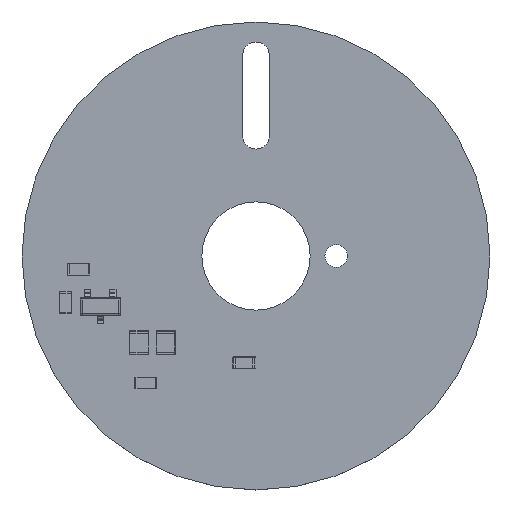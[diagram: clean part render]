
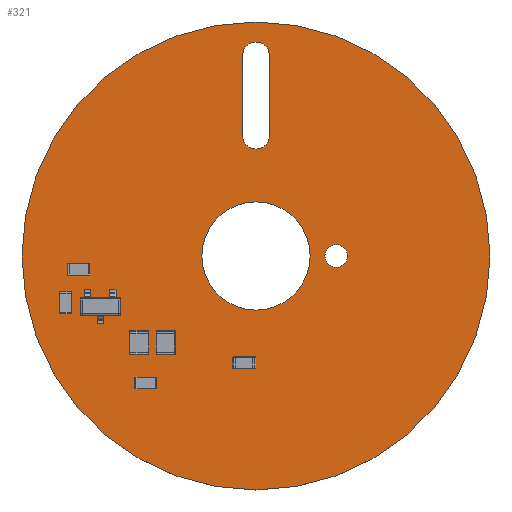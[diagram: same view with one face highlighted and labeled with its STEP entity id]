
A CAD part, top view. The second image highlights one B-rep face of the part: STEP entity #321.
In plain terms, the highlighted planar face has unit normal (0, 0, 1).
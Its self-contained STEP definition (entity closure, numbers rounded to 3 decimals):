
#80 = VERTEX_POINT('',#81);
#81 = CARTESIAN_POINT('',(17.5,0.,1.201));
#87 = EDGE_CURVE('',#80,#80,#88,.T.);
#88 = CIRCLE('',#89,17.5);
#89 = AXIS2_PLACEMENT_3D('',#90,#91,#92);
#90 = CARTESIAN_POINT('',(0.,0.,1.201));
#91 = DIRECTION('',(0.,0.,1.));
#92 = DIRECTION('',(1.,0.,-0.));
#113 = VERTEX_POINT('',#114);
#114 = CARTESIAN_POINT('',(4.05,0.,1.201));
#120 = EDGE_CURVE('',#113,#113,#121,.T.);
#121 = CIRCLE('',#122,4.05);
#122 = AXIS2_PLACEMENT_3D('',#123,#124,#125);
#123 = CARTESIAN_POINT('',(0.,0.,1.201));
#124 = DIRECTION('',(0.,0.,1.));
#125 = DIRECTION('',(1.,0.,-0.));
#146 = VERTEX_POINT('',#147);
#147 = CARTESIAN_POINT('',(6.85,0.,1.201));
#153 = EDGE_CURVE('',#146,#146,#154,.T.);
#154 = CIRCLE('',#155,0.85);
#155 = AXIS2_PLACEMENT_3D('',#156,#157,#158);
#156 = CARTESIAN_POINT('',(6.,0.,1.201));
#157 = DIRECTION('',(0.,0.,1.));
#158 = DIRECTION('',(1.,0.,-0.));
#179 = VERTEX_POINT('',#180);
#180 = CARTESIAN_POINT('',(-1.,15.,1.201));
#186 = EDGE_CURVE('',#179,#187,#189,.T.);
#187 = VERTEX_POINT('',#188);
#188 = CARTESIAN_POINT('',(-1.,9.,1.201));
#189 = LINE('',#190,#191);
#190 = CARTESIAN_POINT('',(-1.,15.,1.201));
#191 = VECTOR('',#192,1.);
#192 = DIRECTION('',(0.,-1.,0.));
#219 = VERTEX_POINT('',#220);
#220 = CARTESIAN_POINT('',(1.,15.,1.201));
#226 = EDGE_CURVE('',#219,#179,#227,.T.);
#227 = CIRCLE('',#228,1.);
#228 = AXIS2_PLACEMENT_3D('',#229,#230,#231);
#229 = CARTESIAN_POINT('',(0.,15.,1.201));
#230 = DIRECTION('',(0.,0.,1.));
#231 = DIRECTION('',(1.,0.,-0.));
#252 = VERTEX_POINT('',#253);
#253 = CARTESIAN_POINT('',(1.,9.,1.201));
#259 = EDGE_CURVE('',#252,#219,#260,.T.);
#260 = LINE('',#261,#262);
#261 = CARTESIAN_POINT('',(1.,9.,1.201));
#262 = VECTOR('',#263,1.);
#263 = DIRECTION('',(0.,1.,0.));
#281 = EDGE_CURVE('',#187,#252,#282,.T.);
#282 = CIRCLE('',#283,1.);
#283 = AXIS2_PLACEMENT_3D('',#284,#285,#286);
#284 = CARTESIAN_POINT('',(0.,9.,1.201));
#285 = DIRECTION('',(0.,0.,1.));
#286 = DIRECTION('',(-1.,0.,-0.));
#321 = ADVANCED_FACE('',(#322,#325,#328,#331),#337,.T.);
#322 = FACE_BOUND('',#323,.T.);
#323 = EDGE_LOOP('',(#324));
#324 = ORIENTED_EDGE('',*,*,#87,.T.);
#325 = FACE_BOUND('',#326,.T.);
#326 = EDGE_LOOP('',(#327));
#327 = ORIENTED_EDGE('',*,*,#120,.F.);
#328 = FACE_BOUND('',#329,.T.);
#329 = EDGE_LOOP('',(#330));
#330 = ORIENTED_EDGE('',*,*,#153,.F.);
#331 = FACE_BOUND('',#332,.T.);
#332 = EDGE_LOOP('',(#333,#334,#335,#336));
#333 = ORIENTED_EDGE('',*,*,#186,.F.);
#334 = ORIENTED_EDGE('',*,*,#226,.F.);
#335 = ORIENTED_EDGE('',*,*,#259,.F.);
#336 = ORIENTED_EDGE('',*,*,#281,.F.);
#337 = PLANE('',#338);
#338 = AXIS2_PLACEMENT_3D('',#339,#340,#341);
#339 = CARTESIAN_POINT('',(0.,0.,
    1.201));
#340 = DIRECTION('',(0.,0.,1.));
#341 = DIRECTION('',(1.,0.,-0.));
